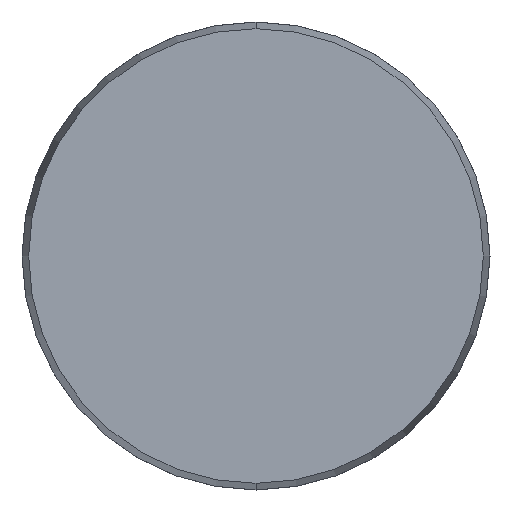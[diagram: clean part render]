
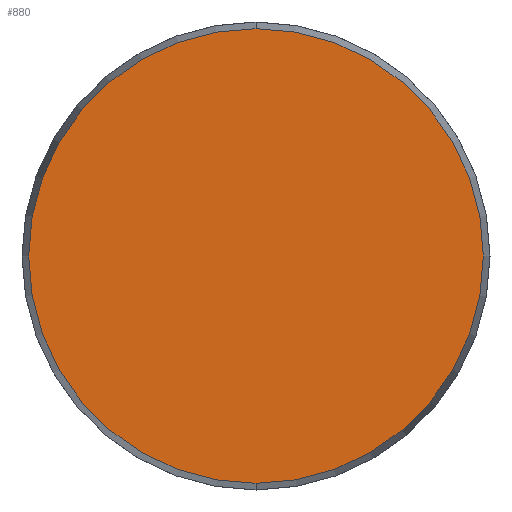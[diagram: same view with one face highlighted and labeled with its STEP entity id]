
A CAD part, front view. The second image highlights one B-rep face of the part: STEP entity #880.
In plain terms, the highlighted planar face has unit normal (0, -1, 0).
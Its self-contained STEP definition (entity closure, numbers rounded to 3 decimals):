
#2 = PLANE ( 'NONE',  #172 ) ;
#86 = CARTESIAN_POINT ( 'NONE',  ( 0., 0., -29.143 ) ) ;
#151 = FACE_OUTER_BOUND ( 'NONE', #543, .T. ) ;
#172 = AXIS2_PLACEMENT_3D ( 'NONE', #393, #455, #764 ) ;
#303 = CARTESIAN_POINT ( 'NONE',  ( 0., 0., 0. ) ) ;
#337 = AXIS2_PLACEMENT_3D ( 'NONE', #614, #847, #619 ) ;
#393 = CARTESIAN_POINT ( 'NONE',  ( -29.143, 0., 0. ) ) ;
#455 = DIRECTION ( 'NONE',  ( 0., 1., 0. ) ) ;
#461 = VERTEX_POINT ( 'NONE', #86 ) ;
#462 = DIRECTION ( 'NONE',  ( 0., 0., -1. ) ) ;
#525 = EDGE_CURVE ( 'NONE', #626, #461, #742, .T. ) ;
#534 = CIRCLE ( 'NONE', #933, 29.143 ) ;
#543 = EDGE_LOOP ( 'NONE', ( #896, #714 ) ) ;
#614 = CARTESIAN_POINT ( 'NONE',  ( 0., 0., 0. ) ) ;
#619 = DIRECTION ( 'NONE',  ( 0., 0., -1. ) ) ;
#626 = VERTEX_POINT ( 'NONE', #949 ) ;
#714 = ORIENTED_EDGE ( 'NONE', *, *, #879, .T. ) ;
#742 = CIRCLE ( 'NONE', #337, 29.143 ) ;
#764 = DIRECTION ( 'NONE',  ( 0., 0., 1. ) ) ;
#771 = DIRECTION ( 'NONE',  ( 0., -1., 0. ) ) ;
#847 = DIRECTION ( 'NONE',  ( 0., -1., 0. ) ) ;
#879 = EDGE_CURVE ( 'NONE', #461, #626, #534, .T. ) ;
#880 = ADVANCED_FACE ( 'NONE', ( #151 ), #2, .F. ) ;
#896 = ORIENTED_EDGE ( 'NONE', *, *, #525, .T. ) ;
#933 = AXIS2_PLACEMENT_3D ( 'NONE', #303, #771, #462 ) ;
#949 = CARTESIAN_POINT ( 'NONE',  ( 0., 0., 29.143 ) ) ;
